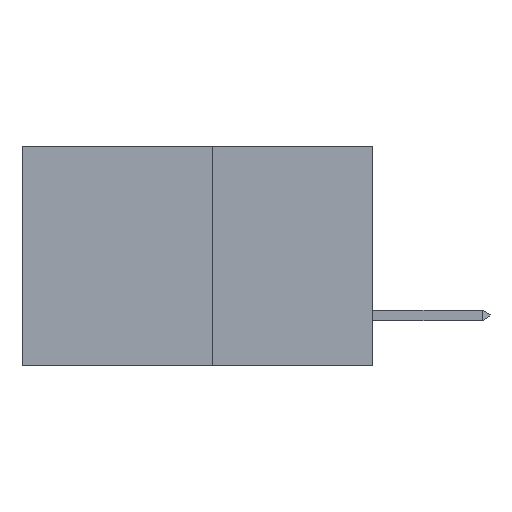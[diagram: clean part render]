
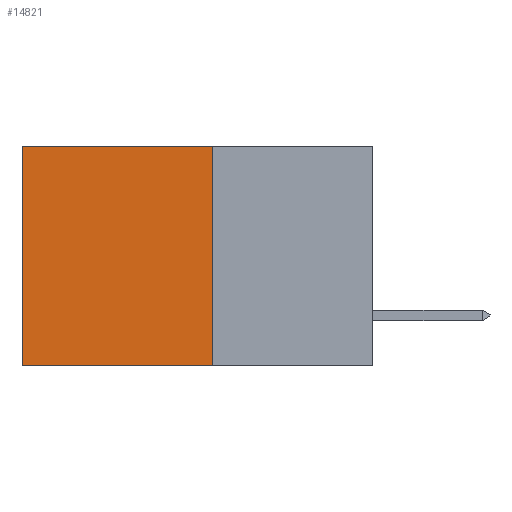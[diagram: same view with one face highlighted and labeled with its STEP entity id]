
A CAD part, left-side view. The second image highlights one B-rep face of the part: STEP entity #14821.
In plain terms, the highlighted planar face has unit normal (-1, 0, 0).
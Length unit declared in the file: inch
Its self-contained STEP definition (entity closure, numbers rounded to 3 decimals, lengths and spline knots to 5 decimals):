
#1825 = LINE ( 'NONE', #10977, #9837 ) ;
#3129 = VERTEX_POINT ( 'NONE', #17039 ) ;
#3179 = VECTOR ( 'NONE', #17269, 39.37008 ) ;
#3292 = LINE ( 'NONE', #4761, #18877 ) ;
#3718 = FACE_OUTER_BOUND ( 'NONE', #17880, .T. ) ;
#3836 = VERTEX_POINT ( 'NONE', #8579 ) ;
#4170 = CARTESIAN_POINT ( 'NONE',  ( 0.277, 0.27, 0. ) ) ;
#4645 = DIRECTION ( 'NONE',  ( 0., 1., 0. ) ) ;
#4761 = CARTESIAN_POINT ( 'NONE',  ( 0.277, 0.27, -0.37 ) ) ;
#5148 = CARTESIAN_POINT ( 'NONE',  ( 0.277, 0.27, -0.37 ) ) ;
#5727 = CARTESIAN_POINT ( 'NONE',  ( 0.277, 0.27, -0.37 ) ) ;
#6318 = ORIENTED_EDGE ( 'NONE', *, *, #18701, .F. ) ;
#6944 = EDGE_CURVE ( 'NONE', #3836, #3129, #14865, .T. ) ;
#7433 = EDGE_CURVE ( 'NONE', #3129, #13095, #1825, .T. ) ;
#8223 = ORIENTED_EDGE ( 'NONE', *, *, #16546, .F. ) ;
#8579 = CARTESIAN_POINT ( 'NONE',  ( 0.277, 0.27, 0. ) ) ;
#8756 = DIRECTION ( 'NONE',  ( 0., 0., -1. ) ) ;
#9665 = ORIENTED_EDGE ( 'NONE', *, *, #6944, .T. ) ;
#9837 = VECTOR ( 'NONE', #10955, 39.37008 ) ;
#10810 = VECTOR ( 'NONE', #4645, 39.37008 ) ;
#10832 = DIRECTION ( 'NONE',  ( 0., 1., 0. ) ) ;
#10955 = DIRECTION ( 'NONE',  ( 0., 0., -1. ) ) ;
#10977 = CARTESIAN_POINT ( 'NONE',  ( 0.277, 0.59, -0.37 ) ) ;
#11020 = CARTESIAN_POINT ( 'NONE',  ( 0.277, 0.59, -0.37 ) ) ;
#13095 = VERTEX_POINT ( 'NONE', #11020 ) ;
#13537 = CARTESIAN_POINT ( 'NONE',  ( 0.277, 0.27, -0.37 ) ) ;
#14759 = LINE ( 'NONE', #5148, #3179 ) ;
#14821 = ADVANCED_FACE ( 'NONE', ( #3718 ), #16352, .F. ) ;
#14865 = LINE ( 'NONE', #4170, #10810 ) ;
#16280 = VERTEX_POINT ( 'NONE', #13537 ) ;
#16352 = PLANE ( 'NONE',  #17265 ) ;
#16546 = EDGE_CURVE ( 'NONE', #3836, #16280, #14759, .T. ) ;
#17039 = CARTESIAN_POINT ( 'NONE',  ( 0.277, 0.59, 0. ) ) ;
#17265 = AXIS2_PLACEMENT_3D ( 'NONE', #5727, #17870, #8756 ) ;
#17269 = DIRECTION ( 'NONE',  ( 0., 0., -1. ) ) ;
#17870 = DIRECTION ( 'NONE',  ( 1., 0., 0. ) ) ;
#17880 = EDGE_LOOP ( 'NONE', ( #17969, #6318, #8223, #9665 ) ) ;
#17969 = ORIENTED_EDGE ( 'NONE', *, *, #7433, .T. ) ;
#18701 = EDGE_CURVE ( 'NONE', #16280, #13095, #3292, .T. ) ;
#18877 = VECTOR ( 'NONE', #10832, 39.37008 ) ;
